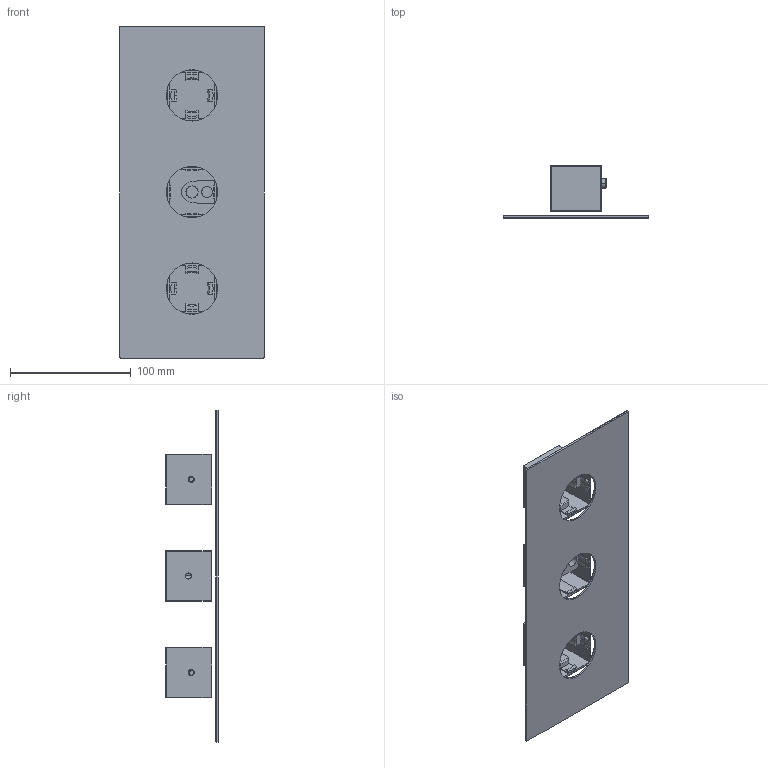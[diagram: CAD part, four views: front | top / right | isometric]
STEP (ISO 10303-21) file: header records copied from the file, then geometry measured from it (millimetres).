
FILE_DESCRIPTION (( 'STEP AP214' ), '1' );
FILE_NAME ('KT021.L_v10322.STEP', '2022-11-30T08:57:06', ( '' ), ( '' ), 'SwSTEP 2.0', 'SolidWorks 2019', '' );
FILE_SCHEMA (( 'AUTOMOTIVE_DESIGN' ));
Length unit declared in the file: millimetre
Products named in the file (4): KT021.L_v10322; KT021 - KT022_v20322_plate; KT021 - KT022_v20322_D Handle TG; KT021 - KT022_v20322_T Handle TG
Assembly tree (4 placements, depth 2):
  KT021.L_v10322
    KT021 - KT022_v20322_plate
    KT021 - KT022_v20322_T Handle TG
    KT021 - KT022_v20322_D Handle TG  x2
Bounding box: 120 x 43.3 x 275 mm (x, y, z)
Volume: 117005.4 mm3; surface area: 111961.8 mm2
Topology: 6 solids, 6 shells, 348 faces, 927 edges, 562 vertices
Faces by surface type: plane 150, cylinder 144, sphere 28, cone 16, torus 10
Entity records: 10994 total; most frequent: CARTESIAN_POINT 2110, DIRECTION 1317, ORIENTED_EDGE 1242, EDGE_CURVE 621, AXIS2_PLACEMENT_3D 478, VERTEX_POINT 389, LINE 361, VECTOR 361
